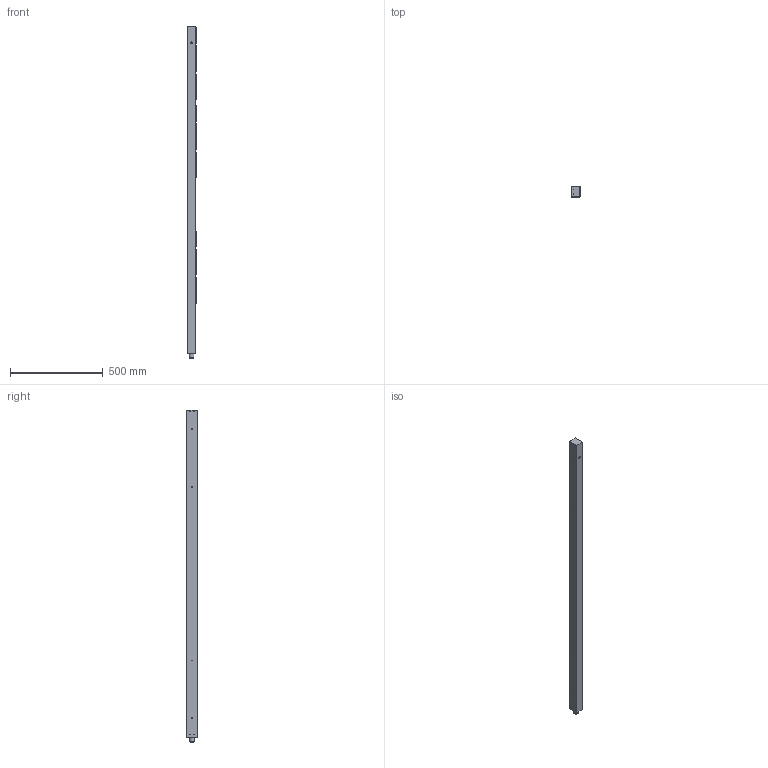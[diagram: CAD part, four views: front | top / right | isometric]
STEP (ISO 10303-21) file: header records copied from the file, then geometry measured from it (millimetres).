
FILE_DESCRIPTION(('STEP AP214'), '1');
FILE_NAME('iPDU-6014', '', ('UNSPECIFIED'), ('UNSPECIFIED'), 'C3D Converter', 'C3D Toolkit', '');
FILE_SCHEMA(('AUTOMOTIVE_DESIGN { 1 0 10303 214 3 1 1}'));
Length unit declared in the file: millimetre
Bounding box: 51.72 x 55.2 x 1785 mm (x, y, z)
Volume: 4494491.3 mm3; surface area: 400523.8 mm2
Topology: 163 solids, 163 shells, 3248 faces, 8180 edges, 5453 vertices
Faces by surface type: plane 2130, extrusion 590, cylinder 527, torus 1
Full cylindrical faces by diameter (mm): 0.641 x1, 0.82 x1, 2.5 x1, 4 x10, 10 x2, 14 x1, 26.5 x1
Entity records: 117142 total; most frequent: CARTESIAN_POINT 24997, ORIENTED_EDGE 16192, DIRECTION 13875, EDGE_CURVE 8096, VECTOR 6451, LINE 5861, VERTEX_POINT 5453, AXIS2_PLACEMENT_3D 3712
